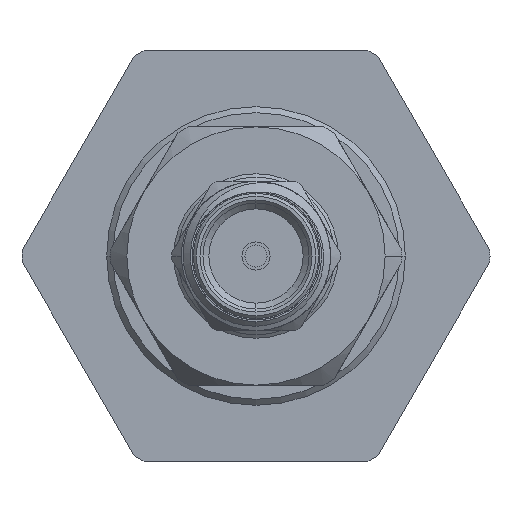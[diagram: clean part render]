
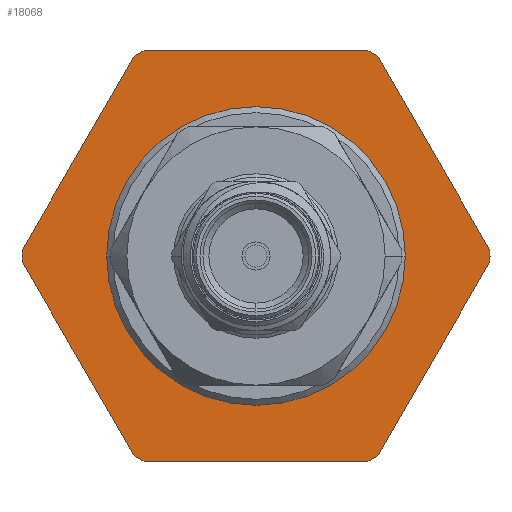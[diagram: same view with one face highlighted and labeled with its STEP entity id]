
A CAD part, left-side view. The second image highlights one B-rep face of the part: STEP entity #18068.
In plain terms, the highlighted face is planar.
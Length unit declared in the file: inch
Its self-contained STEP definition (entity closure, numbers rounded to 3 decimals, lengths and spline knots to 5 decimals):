
#218 = DIRECTION ( 'NONE',  ( -1., 0., 0. ) ) ;
#441 = DIRECTION ( 'NONE',  ( -1., 0., 0. ) ) ;
#510 = CARTESIAN_POINT ( 'NONE',  ( 0.93213, 0., 0. ) ) ;
#539 = DIRECTION ( 'NONE',  ( 0., 0.866, -0.5 ) ) ;
#868 = ORIENTED_EDGE ( 'NONE', *, *, #1885, .T. ) ;
#934 = DIRECTION ( 'NONE',  ( 0., 0., 1. ) ) ;
#959 = CIRCLE ( 'NONE', #15405, 0.39233 ) ;
#1077 = ORIENTED_EDGE ( 'NONE', *, *, #14743, .F. ) ;
#1337 = VERTEX_POINT ( 'NONE', #3119 ) ;
#1495 = AXIS2_PLACEMENT_3D ( 'NONE', #17667, #3902, #7273 ) ;
#1885 = EDGE_CURVE ( 'NONE', #16434, #5326, #6385, .T. ) ;
#1918 = CARTESIAN_POINT ( 'NONE',  ( 0.93213, 0.3396, 0. ) ) ;
#2060 = CIRCLE ( 'NONE', #14048, 0.25033 ) ;
#2142 = CARTESIAN_POINT ( 'NONE',  ( 0.93213, -0.34449, 0.19889 ) ) ;
#2176 = DIRECTION ( 'NONE',  ( 0., 0., 1. ) ) ;
#2410 = FACE_BOUND ( 'NONE', #16569, .T. ) ;
#2511 = AXIS2_PLACEMENT_3D ( 'NONE', #16594, #13131, #2688 ) ;
#2601 = VERTEX_POINT ( 'NONE', #20234 ) ;
#2688 = DIRECTION ( 'NONE',  ( 0., 0., 1. ) ) ;
#3119 = CARTESIAN_POINT ( 'NONE',  ( 0.93213, 0.00964, 0.39222 ) ) ;
#3167 = EDGE_CURVE ( 'NONE', #22417, #1337, #4425, .T. ) ;
#3181 = ORIENTED_EDGE ( 'NONE', *, *, #20979, .F. ) ;
#3326 = CIRCLE ( 'NONE', #18377, 0.39233 ) ;
#3382 = DIRECTION ( 'NONE',  ( -1., 0., 0. ) ) ;
#3452 = PLANE ( 'NONE',  #4517 ) ;
#3463 = ORIENTED_EDGE ( 'NONE', *, *, #17644, .T. ) ;
#3527 = CARTESIAN_POINT ( 'NONE',  ( 0.93213, 0.34449, -0.18776 ) ) ;
#3797 = EDGE_CURVE ( 'NONE', #18036, #22296, #16118, .T. ) ;
#3902 = DIRECTION ( 'NONE',  ( -1., 0., 0. ) ) ;
#4259 = CIRCLE ( 'NONE', #1495, 0.39233 ) ;
#4425 = CIRCLE ( 'NONE', #2511, 0.39233 ) ;
#4432 = ORIENTED_EDGE ( 'NONE', *, *, #7975, .T. ) ;
#4517 = AXIS2_PLACEMENT_3D ( 'NONE', #1918, #3382, #15552 ) ;
#4658 = DIRECTION ( 'NONE',  ( -1., 0., 0. ) ) ;
#4862 = DIRECTION ( 'NONE',  ( -1., 0., 0. ) ) ;
#5101 = VERTEX_POINT ( 'NONE', #16549 ) ;
#5326 = VERTEX_POINT ( 'NONE', #19713 ) ;
#5742 = VERTEX_POINT ( 'NONE', #22082 ) ;
#5931 = CARTESIAN_POINT ( 'NONE',  ( 0.93213, 0., -0.25033 ) ) ;
#6049 = LINE ( 'NONE', #21372, #19952 ) ;
#6350 = CARTESIAN_POINT ( 'NONE',  ( 0.93213, -0.00964, 0.39222 ) ) ;
#6385 = LINE ( 'NONE', #21967, #15129 ) ;
#6437 = CARTESIAN_POINT ( 'NONE',  ( 0.93213, 0., -0.39233 ) ) ;
#6493 = FACE_OUTER_BOUND ( 'NONE', #21877, .T. ) ;
#7081 = VERTEX_POINT ( 'NONE', #16563 ) ;
#7273 = DIRECTION ( 'NONE',  ( 0., 0., 1. ) ) ;
#7382 = DIRECTION ( 'NONE',  ( -1., 0., 0. ) ) ;
#7975 = EDGE_CURVE ( 'NONE', #14835, #1337, #6049, .T. ) ;
#7993 = EDGE_CURVE ( 'NONE', #2601, #20452, #3326, .T. ) ;
#8371 = DIRECTION ( 'NONE',  ( 0., 0., -1. ) ) ;
#8819 = VECTOR ( 'NONE', #18667, 39.37008 ) ;
#8954 = AXIS2_PLACEMENT_3D ( 'NONE', #15309, #4862, #22163 ) ;
#9403 = CARTESIAN_POINT ( 'NONE',  ( 0.93213, 0., -0.39778 ) ) ;
#9419 = EDGE_CURVE ( 'NONE', #12590, #21132, #20177, .T. ) ;
#9469 = CARTESIAN_POINT ( 'NONE',  ( 0.93213, -0.34449, -0.18776 ) ) ;
#9828 = VECTOR ( 'NONE', #14566, 39.37008 ) ;
#10420 = CARTESIAN_POINT ( 'NONE',  ( 0.93213, 0.00964, -0.39222 ) ) ;
#10635 = EDGE_CURVE ( 'NONE', #22417, #5101, #14447, .T. ) ;
#10738 = ORIENTED_EDGE ( 'NONE', *, *, #21074, .T. ) ;
#10773 = VECTOR ( 'NONE', #8371, 39.37008 ) ;
#11002 = DIRECTION ( 'NONE',  ( 0., 0., 1. ) ) ;
#11222 = CARTESIAN_POINT ( 'NONE',  ( 0.93213, -0.00964, -0.39222 ) ) ;
#11323 = DIRECTION ( 'NONE',  ( 0., 0., 1. ) ) ;
#11529 = EDGE_CURVE ( 'NONE', #16434, #22296, #17094, .T. ) ;
#11534 = ORIENTED_EDGE ( 'NONE', *, *, #7993, .F. ) ;
#12199 = CIRCLE ( 'NONE', #22572, 0.25033 ) ;
#12590 = VERTEX_POINT ( 'NONE', #6437 ) ;
#13131 = DIRECTION ( 'NONE',  ( -1., 0., 0. ) ) ;
#13258 = LINE ( 'NONE', #9403, #21979 ) ;
#13262 = CIRCLE ( 'NONE', #21834, 0.39233 ) ;
#13400 = CARTESIAN_POINT ( 'NONE',  ( 0.93213, -0.34449, -0.19889 ) ) ;
#13440 = CARTESIAN_POINT ( 'NONE',  ( 0.93213, 0.33485, 0.20446 ) ) ;
#13868 = EDGE_CURVE ( 'NONE', #18036, #12590, #959, .T. ) ;
#14048 = AXIS2_PLACEMENT_3D ( 'NONE', #19333, #218, #15741 ) ;
#14447 = LINE ( 'NONE', #2142, #9828 ) ;
#14566 = DIRECTION ( 'NONE',  ( 0., -0.866, -0.5 ) ) ;
#14717 = EDGE_CURVE ( 'NONE', #20475, #7081, #12199, .T. ) ;
#14743 = EDGE_CURVE ( 'NONE', #5742, #5101, #13262, .T. ) ;
#14835 = VERTEX_POINT ( 'NONE', #13440 ) ;
#15042 = CARTESIAN_POINT ( 'NONE',  ( 0.93213, 0.34449, -0.19889 ) ) ;
#15129 = VECTOR ( 'NONE', #934, 39.37008 ) ;
#15201 = CARTESIAN_POINT ( 'NONE',  ( 0.93213, 0., 0. ) ) ;
#15309 = CARTESIAN_POINT ( 'NONE',  ( 0.93213, 0., 0. ) ) ;
#15405 = AXIS2_PLACEMENT_3D ( 'NONE', #510, #441, #2176 ) ;
#15552 = DIRECTION ( 'NONE',  ( 0., 0., 1. ) ) ;
#15741 = DIRECTION ( 'NONE',  ( 0., 0., 1. ) ) ;
#16118 = LINE ( 'NONE', #15042, #8819 ) ;
#16192 = LINE ( 'NONE', #13400, #10773 ) ;
#16246 = DIRECTION ( 'NONE',  ( 0., 0., 1. ) ) ;
#16434 = VERTEX_POINT ( 'NONE', #3527 ) ;
#16458 = ORIENTED_EDGE ( 'NONE', *, *, #3797, .T. ) ;
#16525 = CARTESIAN_POINT ( 'NONE',  ( 0.93213, 0., 0. ) ) ;
#16549 = CARTESIAN_POINT ( 'NONE',  ( 0.93213, -0.33485, 0.20446 ) ) ;
#16563 = CARTESIAN_POINT ( 'NONE',  ( 0.93213, 0., 0.25033 ) ) ;
#16569 = EDGE_LOOP ( 'NONE', ( #22437, #17963 ) ) ;
#16594 = CARTESIAN_POINT ( 'NONE',  ( 0.93213, 0., 0. ) ) ;
#17094 = CIRCLE ( 'NONE', #20770, 0.39233 ) ;
#17387 = ORIENTED_EDGE ( 'NONE', *, *, #10635, .T. ) ;
#17644 = EDGE_CURVE ( 'NONE', #5742, #20452, #16192, .T. ) ;
#17667 = CARTESIAN_POINT ( 'NONE',  ( 0.93213, 0., 0. ) ) ;
#17811 = CARTESIAN_POINT ( 'NONE',  ( 0.93213, 0., 0. ) ) ;
#17963 = ORIENTED_EDGE ( 'NONE', *, *, #14717, .T. ) ;
#17980 = CARTESIAN_POINT ( 'NONE',  ( 0.93213, 0., 0. ) ) ;
#18036 = VERTEX_POINT ( 'NONE', #10420 ) ;
#18068 = ADVANCED_FACE ( 'NONE', ( #2410, #6493 ), #3452, .F. ) ;
#18083 = ORIENTED_EDGE ( 'NONE', *, *, #13868, .F. ) ;
#18220 = CARTESIAN_POINT ( 'NONE',  ( 0.93213, 0.33485, -0.20446 ) ) ;
#18377 = AXIS2_PLACEMENT_3D ( 'NONE', #17980, #7382, #16246 ) ;
#18667 = DIRECTION ( 'NONE',  ( 0., 0.866, 0.5 ) ) ;
#19333 = CARTESIAN_POINT ( 'NONE',  ( 0.93213, 0., 0. ) ) ;
#19713 = CARTESIAN_POINT ( 'NONE',  ( 0.93213, 0.34449, 0.18776 ) ) ;
#19952 = VECTOR ( 'NONE', #21517, 39.37008 ) ;
#20177 = CIRCLE ( 'NONE', #8954, 0.39233 ) ;
#20234 = CARTESIAN_POINT ( 'NONE',  ( 0.93213, -0.33485, -0.20446 ) ) ;
#20452 = VERTEX_POINT ( 'NONE', #9469 ) ;
#20475 = VERTEX_POINT ( 'NONE', #5931 ) ;
#20770 = AXIS2_PLACEMENT_3D ( 'NONE', #17811, #21402, #11002 ) ;
#20871 = ORIENTED_EDGE ( 'NONE', *, *, #3167, .F. ) ;
#20979 = EDGE_CURVE ( 'NONE', #14835, #5326, #4259, .T. ) ;
#21074 = EDGE_CURVE ( 'NONE', #2601, #21132, #13258, .T. ) ;
#21132 = VERTEX_POINT ( 'NONE', #11222 ) ;
#21372 = CARTESIAN_POINT ( 'NONE',  ( 0.93213, 0., 0.39778 ) ) ;
#21402 = DIRECTION ( 'NONE',  ( -1., 0., 0. ) ) ;
#21436 = EDGE_CURVE ( 'NONE', #7081, #20475, #2060, .T. ) ;
#21491 = ORIENTED_EDGE ( 'NONE', *, *, #9419, .F. ) ;
#21517 = DIRECTION ( 'NONE',  ( 0., -0.866, 0.5 ) ) ;
#21661 = DIRECTION ( 'NONE',  ( -1., 0., 0. ) ) ;
#21834 = AXIS2_PLACEMENT_3D ( 'NONE', #15201, #4658, #22042 ) ;
#21877 = EDGE_LOOP ( 'NONE', ( #3181, #4432, #20871, #17387, #1077, #3463, #11534, #10738, #21491, #18083, #16458, #22429, #868 ) ) ;
#21967 = CARTESIAN_POINT ( 'NONE',  ( 0.93213, 0.34449, 0.19889 ) ) ;
#21979 = VECTOR ( 'NONE', #539, 39.37008 ) ;
#22042 = DIRECTION ( 'NONE',  ( 0., 0., 1. ) ) ;
#22082 = CARTESIAN_POINT ( 'NONE',  ( 0.93213, -0.34449, 0.18776 ) ) ;
#22163 = DIRECTION ( 'NONE',  ( 0., 0., 1. ) ) ;
#22296 = VERTEX_POINT ( 'NONE', #18220 ) ;
#22417 = VERTEX_POINT ( 'NONE', #6350 ) ;
#22429 = ORIENTED_EDGE ( 'NONE', *, *, #11529, .F. ) ;
#22437 = ORIENTED_EDGE ( 'NONE', *, *, #21436, .T. ) ;
#22572 = AXIS2_PLACEMENT_3D ( 'NONE', #16525, #21661, #11323 ) ;
